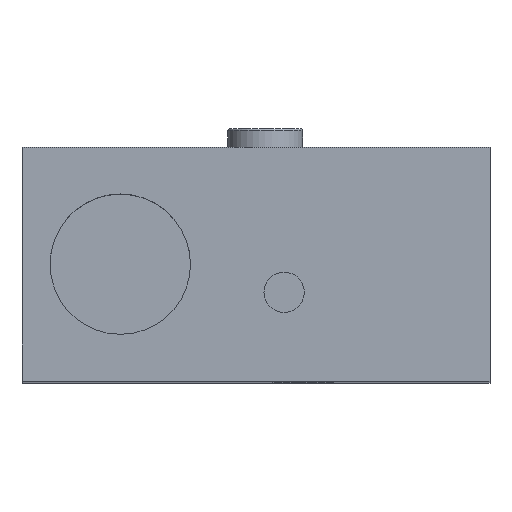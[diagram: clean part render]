
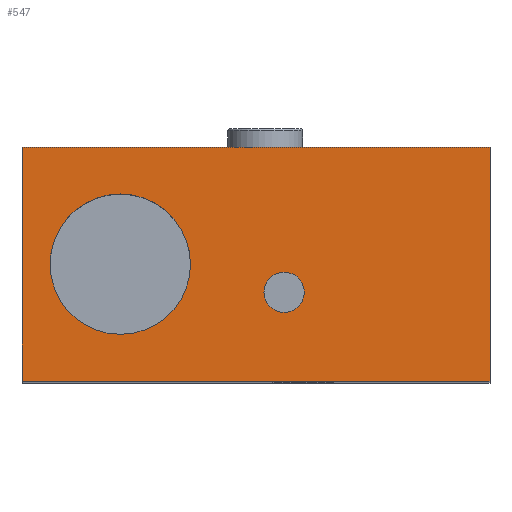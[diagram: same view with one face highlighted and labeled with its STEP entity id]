
A CAD part, top view. The second image highlights one B-rep face of the part: STEP entity #547.
In plain terms, the highlighted planar face has unit normal (0, 0, 1).
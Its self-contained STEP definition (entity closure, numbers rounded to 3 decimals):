
#29=FACE_BOUND('',#145,.T.);
#30=FACE_BOUND('',#146,.T.);
#55=PLANE('',#644);
#92=FACE_OUTER_BOUND('',#144,.T.);
#144=EDGE_LOOP('',(#485,#486,#487,#488));
#145=EDGE_LOOP('',(#489));
#146=EDGE_LOOP('',(#490));
#167=LINE('',#964,#195);
#170=LINE('',#970,#198);
#173=LINE('',#976,#201);
#176=LINE('',#980,#204);
#195=VECTOR('',#810,10.);
#198=VECTOR('',#815,10.);
#201=VECTOR('',#820,10.);
#204=VECTOR('',#825,10.);
#205=CIRCLE('',#570,2.15);
#241=CIRCLE('',#633,7.5);
#245=VERTEX_POINT('',#832);
#280=VERTEX_POINT('',#944);
#286=VERTEX_POINT('',#961);
#287=VERTEX_POINT('',#963);
#289=VERTEX_POINT('',#969);
#291=VERTEX_POINT('',#975);
#292=EDGE_CURVE('',#245,#245,#205,.T.);
#342=EDGE_CURVE('',#280,#280,#241,.T.);
#350=EDGE_CURVE('',#287,#286,#167,.T.);
#353=EDGE_CURVE('',#289,#287,#170,.T.);
#356=EDGE_CURVE('',#291,#289,#173,.T.);
#359=EDGE_CURVE('',#286,#291,#176,.T.);
#485=ORIENTED_EDGE('',*,*,#359,.T.);
#486=ORIENTED_EDGE('',*,*,#356,.T.);
#487=ORIENTED_EDGE('',*,*,#353,.T.);
#488=ORIENTED_EDGE('',*,*,#350,.T.);
#489=ORIENTED_EDGE('',*,*,#292,.T.);
#490=ORIENTED_EDGE('',*,*,#342,.T.);
#547=ADVANCED_FACE('',(#92,#29,#30),#55,.T.);
#570=AXIS2_PLACEMENT_3D('',#833,#650,#651);
#633=AXIS2_PLACEMENT_3D('',#945,#790,#791);
#644=AXIS2_PLACEMENT_3D('',#981,#826,#827);
#650=DIRECTION('center_axis',(0.,0.,-1.));
#651=DIRECTION('ref_axis',(-1.,0.,0.));
#790=DIRECTION('center_axis',(0.,0.,-1.));
#791=DIRECTION('ref_axis',(-1.,0.,0.));
#810=DIRECTION('',(0.,-1.,0.));
#815=DIRECTION('',(-1.,0.,0.));
#820=DIRECTION('',(0.,1.,0.));
#825=DIRECTION('',(1.,0.,0.));
#826=DIRECTION('center_axis',(0.,0.,1.));
#827=DIRECTION('ref_axis',(1.,0.,0.));
#832=CARTESIAN_POINT('',(30.15,9.5,130.5));
#833=CARTESIAN_POINT('Origin',(28.,9.5,130.5));
#944=CARTESIAN_POINT('',(18.,12.5,130.5));
#945=CARTESIAN_POINT('Origin',(10.5,12.5,130.5));
#961=CARTESIAN_POINT('',(0.,0.,130.5));
#963=CARTESIAN_POINT('',(0.,25.,130.5));
#964=CARTESIAN_POINT('',(0.,25.,130.5));
#969=CARTESIAN_POINT('',(50.,25.,130.5));
#970=CARTESIAN_POINT('',(50.,25.,130.5));
#975=CARTESIAN_POINT('',(50.,0.,130.5));
#976=CARTESIAN_POINT('',(50.,0.,130.5));
#980=CARTESIAN_POINT('',(0.,0.,130.5));
#981=CARTESIAN_POINT('Origin',(25.,12.5,130.5));
